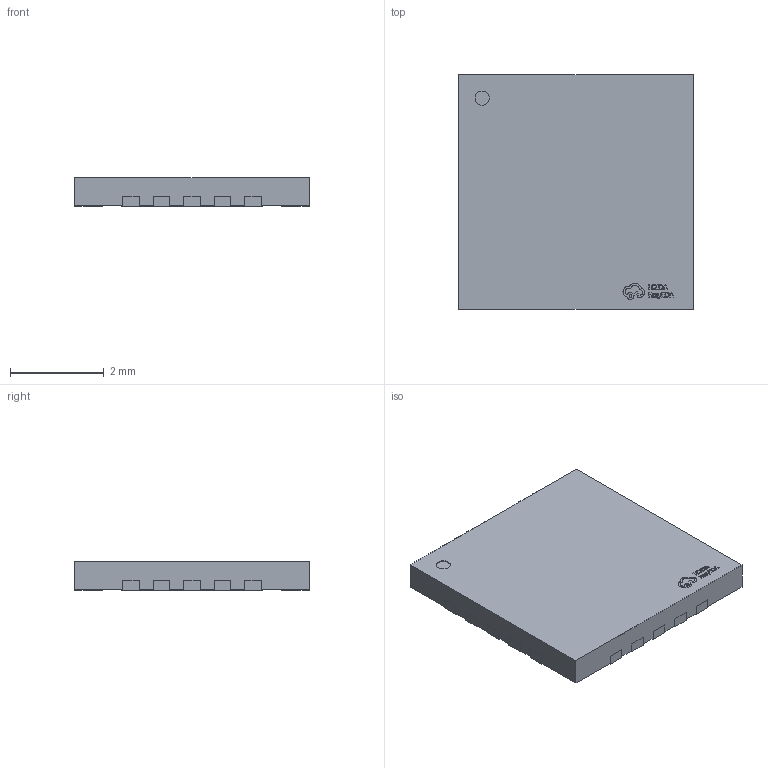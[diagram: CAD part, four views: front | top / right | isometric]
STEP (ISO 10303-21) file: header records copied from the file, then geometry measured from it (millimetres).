
FILE_DESCRIPTION (( 'STEP AP214' ), '1' );
FILE_NAME ('TQFN-20_L5.0-W5.0-P0.65-TL-EP3.1.step', '2022-07-15T03:54:41', ( '' ), ( '' ), 'SwSTEP 2.0', 'SolidWorks 2020', '' );
FILE_SCHEMA (( 'AUTOMOTIVE_DESIGN' ));
Length unit declared in the file: millimetre
Products named in the file (1): TQFN-20_L5.0-W5.0-P0.65-TL-EP3.1
Bounding box: 5 x 5 x 0.61 mm (x, y, z)
Volume: 14.8 mm3; surface area: 81 mm2
Topology: 34 solids, 34 shells, 525 faces, 1344 edges, 896 vertices
Faces by surface type: plane 351, bspline 112, cylinder 62
Entity records: 22497 total; most frequent: CARTESIAN_POINT 4870, ORIENTED_EDGE 2688, DIRECTION 2068, EDGE_CURVE 1344, VECTOR 992, LINE 992, VERTEX_POINT 896, EDGE_LOOP 546
